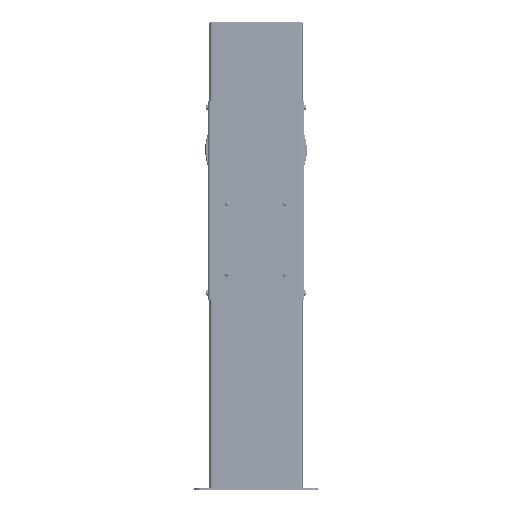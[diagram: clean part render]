
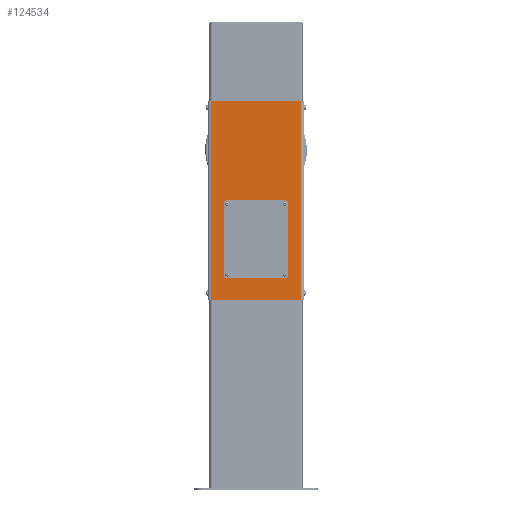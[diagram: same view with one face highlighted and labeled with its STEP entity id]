
A CAD part, top view. The second image highlights one B-rep face of the part: STEP entity #124534.
In plain terms, the highlighted face is planar.
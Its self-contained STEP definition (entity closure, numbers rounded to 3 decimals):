
#496 = FACE_OUTER_BOUND ( 'NONE', #136891, .T. ) ;
#1477 = CARTESIAN_POINT ( 'NONE',  ( -66.75, -0.5, -3. ) ) ;
#9214 = ORIENTED_EDGE ( 'NONE', *, *, #143270, .T. ) ;
#9688 = ORIENTED_EDGE ( 'NONE', *, *, #32147, .F. ) ;
#17820 = CARTESIAN_POINT ( 'NONE',  ( 66.75, -0.5, -3. ) ) ;
#19550 = EDGE_CURVE ( 'NONE', #22012, #152178, #115109, .T. ) ;
#19604 = VECTOR ( 'NONE', #115092, 1000. ) ;
#20265 = LINE ( 'NONE', #172245, #43878 ) ;
#20449 = AXIS2_PLACEMENT_3D ( 'NONE', #23694, #110686, #80210 ) ;
#22012 = VERTEX_POINT ( 'NONE', #72815 ) ;
#22450 = VECTOR ( 'NONE', #49223, 1000. ) ;
#22787 = EDGE_CURVE ( 'NONE', #136585, #114937, #165142, .T. ) ;
#23694 = CARTESIAN_POINT ( 'NONE',  ( 66.75, -170., -3. ) ) ;
#24674 = DIRECTION ( 'NONE',  ( 1., 0., 0. ) ) ;
#25085 = DIRECTION ( 'NONE',  ( 0., 0., -1. ) ) ;
#25719 = VERTEX_POINT ( 'NONE', #1477 ) ;
#29007 = EDGE_CURVE ( 'NONE', #152178, #157582, #111679, .T. ) ;
#31162 = ORIENTED_EDGE ( 'NONE', *, *, #121654, .F. ) ;
#32147 = EDGE_CURVE ( 'NONE', #25719, #68995, #128129, .T. ) ;
#40196 = VERTEX_POINT ( 'NONE', #178699 ) ;
#43104 = CARTESIAN_POINT ( 'NONE',  ( 0., 0., -3. ) ) ;
#43878 = VECTOR ( 'NONE', #63819, 1000. ) ;
#46025 = VECTOR ( 'NONE', #52084, 1000. ) ;
#46662 = ORIENTED_EDGE ( 'NONE', *, *, #22787, .F. ) ;
#48337 = AXIS2_PLACEMENT_3D ( 'NONE', #68857, #124467, #55870 ) ;
#49223 = DIRECTION ( 'NONE',  ( 0., -1., 0. ) ) ;
#52084 = DIRECTION ( 'NONE',  ( 0., 1., 0. ) ) ;
#53348 = EDGE_CURVE ( 'NONE', #114937, #25719, #153735, .T. ) ;
#55225 = PLANE ( 'NONE',  #170144 ) ;
#55870 = DIRECTION ( 'NONE',  ( 1., 0., 0. ) ) ;
#57236 = AXIS2_PLACEMENT_3D ( 'NONE', #80684, #25085, #81591 ) ;
#59439 = DIRECTION ( 'NONE',  ( 0., -1., 0. ) ) ;
#63765 = DIRECTION ( 'NONE',  ( 0., 0., -1. ) ) ;
#63819 = DIRECTION ( 'NONE',  ( 1., 0., 0. ) ) ;
#65817 = ORIENTED_EDGE ( 'NONE', *, *, #144318, .T. ) ;
#68857 = CARTESIAN_POINT ( 'NONE',  ( 66.75, -6.5, -3. ) ) ;
#68995 = VERTEX_POINT ( 'NONE', #69146 ) ;
#69146 = CARTESIAN_POINT ( 'NONE',  ( 66.75, -0.5, -3. ) ) ;
#69649 = VECTOR ( 'NONE', #139552, 1000. ) ;
#70589 = CARTESIAN_POINT ( 'NONE',  ( 72.75, -6.5, -3. ) ) ;
#72815 = CARTESIAN_POINT ( 'NONE',  ( 72.75, -170., -3. ) ) ;
#80210 = DIRECTION ( 'NONE',  ( -1., 0., 0. ) ) ;
#80684 = CARTESIAN_POINT ( 'NONE',  ( -66.75, -170., -3. ) ) ;
#81591 = DIRECTION ( 'NONE',  ( 1., 0., 0. ) ) ;
#81692 = CARTESIAN_POINT ( 'NONE',  ( -66.75, -176., -3. ) ) ;
#83723 = EDGE_CURVE ( 'NONE', #174771, #40196, #20265, .T. ) ;
#84872 = EDGE_CURVE ( 'NONE', #182543, #22012, #172412, .T. ) ;
#90007 = LINE ( 'NONE', #159529, #22450 ) ;
#90689 = CARTESIAN_POINT ( 'NONE',  ( -102.3, 225., -3. ) ) ;
#96508 = CARTESIAN_POINT ( 'NONE',  ( -72.75, -6.5, -3. ) ) ;
#97505 = AXIS2_PLACEMENT_3D ( 'NONE', #134177, #63765, #106292 ) ;
#99588 = FACE_BOUND ( 'NONE', #139643, .T. ) ;
#100665 = CARTESIAN_POINT ( 'NONE',  ( -72.75, -170., -3. ) ) ;
#102377 = DIRECTION ( 'NONE',  ( 0., 1., 0. ) ) ;
#104188 = ORIENTED_EDGE ( 'NONE', *, *, #29007, .F. ) ;
#106292 = DIRECTION ( 'NONE',  ( 1., 0., 0. ) ) ;
#109259 = CARTESIAN_POINT ( 'NONE',  ( 102.3, 225., -3. ) ) ;
#110686 = DIRECTION ( 'NONE',  ( 0., 0., -1. ) ) ;
#111415 = VECTOR ( 'NONE', #102377, 1000. ) ;
#111679 = LINE ( 'NONE', #114415, #69649 ) ;
#114415 = CARTESIAN_POINT ( 'NONE',  ( 66.75, -176., -3. ) ) ;
#114937 = VERTEX_POINT ( 'NONE', #173355 ) ;
#115092 = DIRECTION ( 'NONE',  ( 1., 0., 0. ) ) ;
#115109 = CIRCLE ( 'NONE', #20449, 6. ) ;
#116309 = CARTESIAN_POINT ( 'NONE',  ( -102.3, -225., -3. ) ) ;
#117996 = CARTESIAN_POINT ( 'NONE',  ( 72.75, -6.5, -3. ) ) ;
#118147 = LINE ( 'NONE', #116309, #111415 ) ;
#121654 = EDGE_CURVE ( 'NONE', #68995, #182543, #128247, .T. ) ;
#124467 = DIRECTION ( 'NONE',  ( 0., 0., -1. ) ) ;
#124534 = ADVANCED_FACE ( 'NONE', ( #99588, #496 ), #55225, .F. ) ;
#128129 = LINE ( 'NONE', #17820, #19604 ) ;
#128247 = CIRCLE ( 'NONE', #48337, 6. ) ;
#134177 = CARTESIAN_POINT ( 'NONE',  ( -66.75, -6.5, -3. ) ) ;
#135125 = VERTEX_POINT ( 'NONE', #109259 ) ;
#135261 = ORIENTED_EDGE ( 'NONE', *, *, #19550, .F. ) ;
#135720 = VECTOR ( 'NONE', #59439, 1000. ) ;
#136585 = VERTEX_POINT ( 'NONE', #100665 ) ;
#136891 = EDGE_LOOP ( 'NONE', ( #9214, #151924, #65817, #177730 ) ) ;
#137878 = ORIENTED_EDGE ( 'NONE', *, *, #53348, .F. ) ;
#139552 = DIRECTION ( 'NONE',  ( -1., 0., 0. ) ) ;
#139643 = EDGE_LOOP ( 'NONE', ( #46662, #141513, #104188, #135261, #141766, #31162, #9688, #137878 ) ) ;
#141513 = ORIENTED_EDGE ( 'NONE', *, *, #171633, .F. ) ;
#141766 = ORIENTED_EDGE ( 'NONE', *, *, #84872, .F. ) ;
#141797 = VECTOR ( 'NONE', #144886, 1000. ) ;
#142375 = CARTESIAN_POINT ( 'NONE',  ( 66.75, -176., -3. ) ) ;
#143270 = EDGE_CURVE ( 'NONE', #174771, #175641, #118147, .T. ) ;
#144318 = EDGE_CURVE ( 'NONE', #135125, #40196, #90007, .T. ) ;
#144886 = DIRECTION ( 'NONE',  ( -1., 0., 0. ) ) ;
#151924 = ORIENTED_EDGE ( 'NONE', *, *, #159212, .F. ) ;
#152178 = VERTEX_POINT ( 'NONE', #142375 ) ;
#153735 = CIRCLE ( 'NONE', #97505, 6. ) ;
#157582 = VERTEX_POINT ( 'NONE', #81692 ) ;
#159212 = EDGE_CURVE ( 'NONE', #135125, #175641, #175424, .T. ) ;
#159529 = CARTESIAN_POINT ( 'NONE',  ( 102.3, 225., -3. ) ) ;
#160609 = CARTESIAN_POINT ( 'NONE',  ( -106., 225., -3. ) ) ;
#165142 = LINE ( 'NONE', #96508, #46025 ) ;
#169141 = DIRECTION ( 'NONE',  ( 0., 0., 1. ) ) ;
#170035 = CIRCLE ( 'NONE', #57236, 6. ) ;
#170144 = AXIS2_PLACEMENT_3D ( 'NONE', #43104, #169141, #24674 ) ;
#171633 = EDGE_CURVE ( 'NONE', #157582, #136585, #170035, .T. ) ;
#172245 = CARTESIAN_POINT ( 'NONE',  ( -106., -225., -3. ) ) ;
#172412 = LINE ( 'NONE', #70589, #135720 ) ;
#173355 = CARTESIAN_POINT ( 'NONE',  ( -72.75, -6.5, -3. ) ) ;
#174771 = VERTEX_POINT ( 'NONE', #179953 ) ;
#175424 = LINE ( 'NONE', #160609, #141797 ) ;
#175641 = VERTEX_POINT ( 'NONE', #90689 ) ;
#177730 = ORIENTED_EDGE ( 'NONE', *, *, #83723, .F. ) ;
#178699 = CARTESIAN_POINT ( 'NONE',  ( 102.3, -225., -3. ) ) ;
#179953 = CARTESIAN_POINT ( 'NONE',  ( -102.3, -225., -3. ) ) ;
#182543 = VERTEX_POINT ( 'NONE', #117996 ) ;
